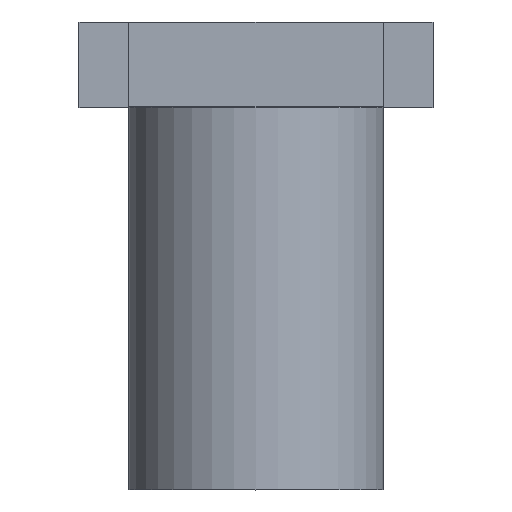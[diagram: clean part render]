
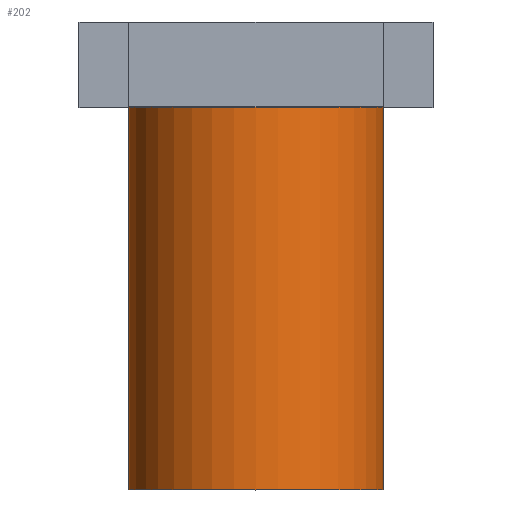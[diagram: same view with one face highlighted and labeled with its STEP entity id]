
A CAD part, top view. The second image highlights one B-rep face of the part: STEP entity #202.
In plain terms, the highlighted cylindrical face has radius 1.8 mm (diameter 3.6 mm), a full revolution.
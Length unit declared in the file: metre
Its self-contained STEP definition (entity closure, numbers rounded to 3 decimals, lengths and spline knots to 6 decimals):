
#72=ORIENTED_EDGE('',*,*,#126,.F.);
#73=ORIENTED_EDGE('',*,*,#127,.F.);
#74=ORIENTED_EDGE('',*,*,#128,.F.);
#126=EDGE_CURVE('',#153,#154,#170,.F.);
#127=EDGE_CURVE('',#154,#153,#171,.F.);
#128=EDGE_CURVE('',#155,#155,#172,.T.);
#153=VERTEX_POINT('',#305);
#154=VERTEX_POINT('',#306);
#155=VERTEX_POINT('',#309);
#170=CIRCLE('',#229,0.0018);
#171=CIRCLE('',#230,0.0018);
#172=CIRCLE('',#231,0.0018);
#173=EDGE_LOOP('',(#72,#73));
#174=EDGE_LOOP('',(#74));
#187=FACE_BOUND('',#173,.T.);
#188=FACE_BOUND('',#174,.T.);
#201=CYLINDRICAL_SURFACE('',#228,0.0018);
#202=ADVANCED_FACE('',(#187,#188),#201,.T.);
#228=AXIS2_PLACEMENT_3D('',#303,#246,#247);
#229=AXIS2_PLACEMENT_3D('',#304,#248,#249);
#230=AXIS2_PLACEMENT_3D('',#307,#250,#251);
#231=AXIS2_PLACEMENT_3D('',#308,#252,#253);
#246=DIRECTION('',(0.,-1.,0.));
#247=DIRECTION('',(1.,0.,0.));
#248=DIRECTION('',(0.,-1.,0.));
#249=DIRECTION('',(1.,0.,0.));
#250=DIRECTION('',(0.,-1.,0.));
#251=DIRECTION('',(1.,0.,0.));
#252=DIRECTION('',(0.,-1.,0.));
#253=DIRECTION('',(1.,0.,0.));
#303=CARTESIAN_POINT('',(-0.0145,-0.0468,0.0022));
#304=CARTESIAN_POINT('',(-0.0145,-0.048,0.0022));
#305=CARTESIAN_POINT('',(-0.0127,-0.048,0.0022));
#306=CARTESIAN_POINT('',(-0.0163,-0.048,0.0022));
#307=CARTESIAN_POINT('',(-0.0145,-0.048,0.0022));
#308=CARTESIAN_POINT('',(-0.0145,-0.0534,0.0022));
#309=CARTESIAN_POINT('',(-0.0127,-0.0534,0.0022));
